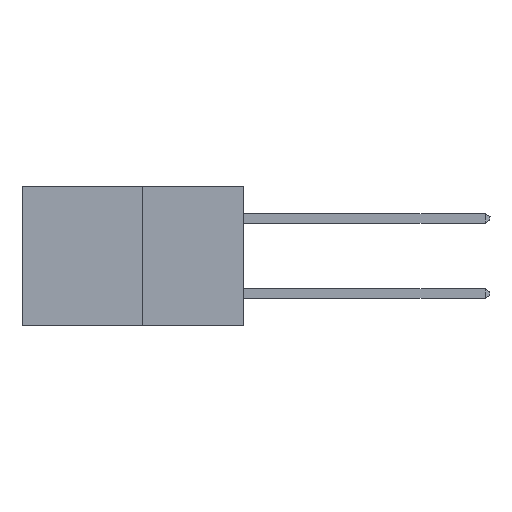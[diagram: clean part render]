
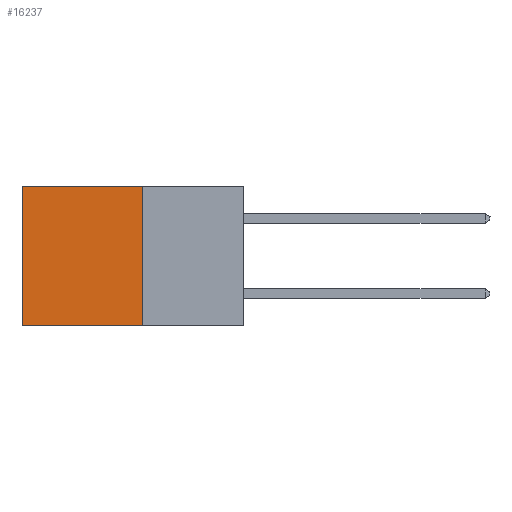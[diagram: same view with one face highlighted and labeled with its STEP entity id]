
A CAD part, left-side view. The second image highlights one B-rep face of the part: STEP entity #16237.
In plain terms, the highlighted planar face has unit normal (-1, 0, 0).
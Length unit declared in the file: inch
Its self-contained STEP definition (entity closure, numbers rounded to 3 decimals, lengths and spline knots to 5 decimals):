
#619 = VECTOR ( 'NONE', #17387, 39.37008 ) ;
#620 = EDGE_CURVE ( 'NONE', #7223, #5497, #16140, .T. ) ;
#1357 = ORIENTED_EDGE ( 'NONE', *, *, #16305, .F. ) ;
#1415 = VECTOR ( 'NONE', #4213, 39.37008 ) ;
#1892 = LINE ( 'NONE', #6572, #1415 ) ;
#2247 = AXIS2_PLACEMENT_3D ( 'NONE', #6117, #7587, #17875 ) ;
#2580 = EDGE_CURVE ( 'NONE', #17447, #3031, #1892, .T. ) ;
#2714 = CARTESIAN_POINT ( 'NONE',  ( 0.277, 0.27, 0. ) ) ;
#3014 = CARTESIAN_POINT ( 'NONE',  ( 0.277, 0.59, -0.37 ) ) ;
#3031 = VERTEX_POINT ( 'NONE', #4148 ) ;
#3218 = EDGE_LOOP ( 'NONE', ( #6790, #1357, #18020, #11228 ) ) ;
#4148 = CARTESIAN_POINT ( 'NONE',  ( 0.277, 0.27, -0.37 ) ) ;
#4206 = LINE ( 'NONE', #17853, #619 ) ;
#4213 = DIRECTION ( 'NONE',  ( 0., 0., -1. ) ) ;
#4375 = VECTOR ( 'NONE', #8347, 39.37008 ) ;
#4608 = PLANE ( 'NONE',  #2247 ) ;
#4744 = EDGE_CURVE ( 'NONE', #17447, #7223, #4206, .T. ) ;
#4750 = CARTESIAN_POINT ( 'NONE',  ( 0.277, 0.27, -0.37 ) ) ;
#5497 = VERTEX_POINT ( 'NONE', #12087 ) ;
#6117 = CARTESIAN_POINT ( 'NONE',  ( 0.277, 0.27, -0.37 ) ) ;
#6572 = CARTESIAN_POINT ( 'NONE',  ( 0.277, 0.27, -0.37 ) ) ;
#6790 = ORIENTED_EDGE ( 'NONE', *, *, #620, .T. ) ;
#7223 = VERTEX_POINT ( 'NONE', #13041 ) ;
#7587 = DIRECTION ( 'NONE',  ( 1., 0., 0. ) ) ;
#8347 = DIRECTION ( 'NONE',  ( 0., 0., -1. ) ) ;
#8685 = FACE_OUTER_BOUND ( 'NONE', #3218, .T. ) ;
#9196 = DIRECTION ( 'NONE',  ( 0., 1., 0. ) ) ;
#11214 = LINE ( 'NONE', #4750, #15118 ) ;
#11228 = ORIENTED_EDGE ( 'NONE', *, *, #4744, .T. ) ;
#12087 = CARTESIAN_POINT ( 'NONE',  ( 0.277, 0.59, -0.37 ) ) ;
#13041 = CARTESIAN_POINT ( 'NONE',  ( 0.277, 0.59, 0. ) ) ;
#15118 = VECTOR ( 'NONE', #9196, 39.37008 ) ;
#16140 = LINE ( 'NONE', #3014, #4375 ) ;
#16237 = ADVANCED_FACE ( 'NONE', ( #8685 ), #4608, .F. ) ;
#16305 = EDGE_CURVE ( 'NONE', #3031, #5497, #11214, .T. ) ;
#17387 = DIRECTION ( 'NONE',  ( 0., 1., 0. ) ) ;
#17447 = VERTEX_POINT ( 'NONE', #2714 ) ;
#17853 = CARTESIAN_POINT ( 'NONE',  ( 0.277, 0.27, 0. ) ) ;
#17875 = DIRECTION ( 'NONE',  ( 0., 0., -1. ) ) ;
#18020 = ORIENTED_EDGE ( 'NONE', *, *, #2580, .F. ) ;
